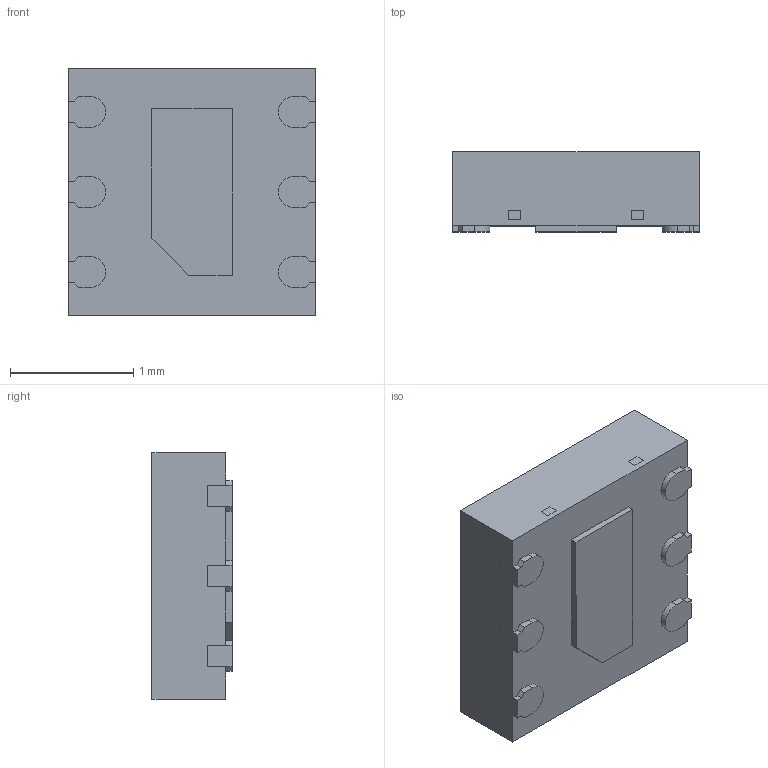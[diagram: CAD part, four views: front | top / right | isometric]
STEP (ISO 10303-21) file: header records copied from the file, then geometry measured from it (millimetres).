
FILE_DESCRIPTION (( 'STEP AP214' ), '1' );
FILE_NAME ('DNP6.STEP', '2020-08-29T17:10:10', ( '' ), ( '' ), 'SwSTEP 2.0', 'SolidWorks 2017', '' );
FILE_SCHEMA (( 'AUTOMOTIVE_DESIGN' ));
Length unit declared in the file: millimetre
Products named in the file (1): DNP6
Bounding box: 2 x 0.65 x 2 mm (x, y, z)
Volume: 2.5 mm3; surface area: 18.8 mm2
Topology: 13 solids, 13 shells, 184 faces, 456 edges, 304 vertices
Faces by surface type: plane 162, cylinder 22
Entity records: 5526 total; most frequent: CARTESIAN_POINT 945, ORIENTED_EDGE 912, DIRECTION 870, EDGE_CURVE 456, VECTOR 412, LINE 412, VERTEX_POINT 304, AXIS2_PLACEMENT_3D 229
